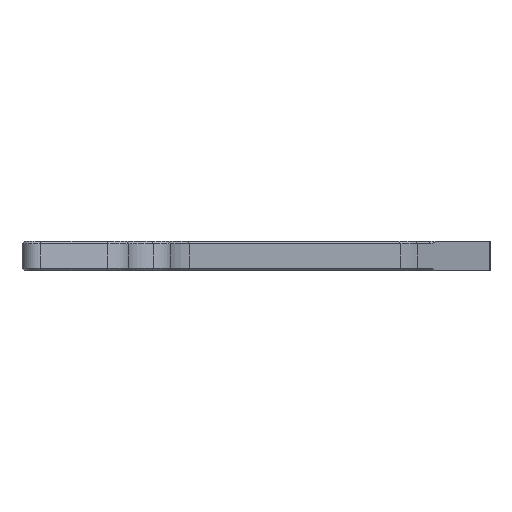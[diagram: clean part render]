
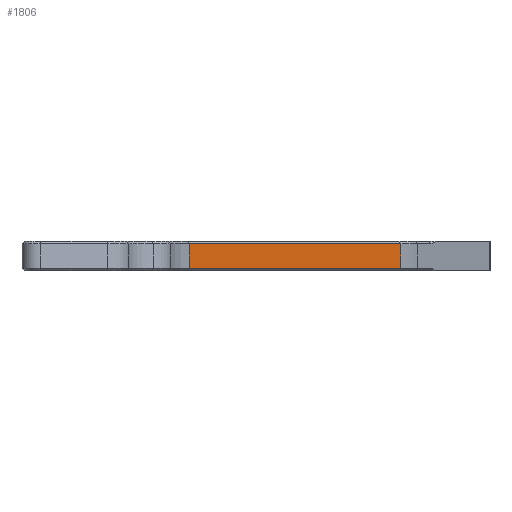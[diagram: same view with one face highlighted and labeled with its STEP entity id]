
A CAD part, left-side view. The second image highlights one B-rep face of the part: STEP entity #1806.
In plain terms, the highlighted planar face has unit normal (-0.623, -0.783, 0).
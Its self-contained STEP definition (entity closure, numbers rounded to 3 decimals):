
#199=PLANE('',#2010);
#280=FACE_OUTER_BOUND('',#400,.T.);
#400=EDGE_LOOP('',(#1552,#1553,#1554,#1555));
#547=LINE('',#3066,#715);
#568=LINE('',#3141,#736);
#569=LINE('',#3145,#737);
#570=LINE('',#3146,#738);
#715=VECTOR('',#2391,10.);
#736=VECTOR('',#2464,10.);
#737=VECTOR('',#2469,10.);
#738=VECTOR('',#2470,10.);
#931=VERTEX_POINT('',#3060);
#932=VERTEX_POINT('',#3064);
#948=VERTEX_POINT('',#3140);
#949=VERTEX_POINT('',#3144);
#1134=EDGE_CURVE('',#932,#931,#547,.T.);
#1166=EDGE_CURVE('',#931,#948,#568,.T.);
#1168=EDGE_CURVE('',#932,#949,#569,.T.);
#1169=EDGE_CURVE('',#948,#949,#570,.T.);
#1552=ORIENTED_EDGE('',*,*,#1134,.F.);
#1553=ORIENTED_EDGE('',*,*,#1168,.T.);
#1554=ORIENTED_EDGE('',*,*,#1169,.F.);
#1555=ORIENTED_EDGE('',*,*,#1166,.F.);
#1806=ADVANCED_FACE('',(#280),#199,.T.);
#2010=AXIS2_PLACEMENT_3D('',#3143,#2467,#2468);
#2391=DIRECTION('',(-0.783,0.623,0.));
#2464=DIRECTION('',(0.,0.,1.));
#2467=DIRECTION('center_axis',(-0.623,-0.783,0.));
#2468=DIRECTION('ref_axis',(0.783,-0.623,0.));
#2469=DIRECTION('',(0.,0.,1.));
#2470=DIRECTION('',(0.783,-0.623,0.));
#3060=CARTESIAN_POINT('',(-84.266,77.121,0.5));
#3064=CARTESIAN_POINT('',(-30.789,34.583,0.5));
#3066=CARTESIAN_POINT('',(-73.207,68.324,0.5));
#3140=CARTESIAN_POINT('',(-84.266,77.121,5.5));
#3141=CARTESIAN_POINT('',(-84.266,77.121,0.));
#3143=CARTESIAN_POINT('Origin',(-84.266,77.121,0.));
#3144=CARTESIAN_POINT('',(-30.789,34.583,5.5));
#3145=CARTESIAN_POINT('',(-30.789,34.583,0.));
#3146=CARTESIAN_POINT('',(-73.207,68.324,5.5));
